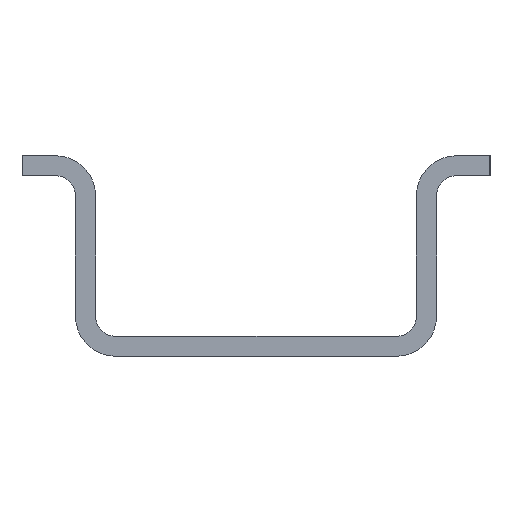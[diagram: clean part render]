
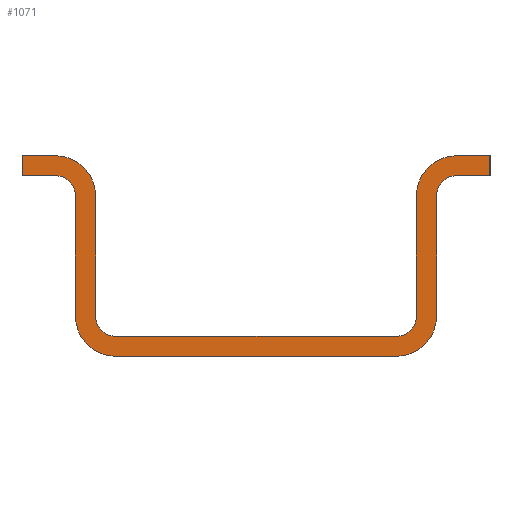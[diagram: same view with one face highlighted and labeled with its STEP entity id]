
A CAD part, left-side view. The second image highlights one B-rep face of the part: STEP entity #1071.
In plain terms, the highlighted planar face has unit normal (-1, 0, 0).
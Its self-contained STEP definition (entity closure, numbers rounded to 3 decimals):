
#405=CARTESIAN_POINT('',(-358.,10.5,3.));
#406=DIRECTION('',(-1.,0.,0.));
#407=DIRECTION('',(0.,1.,0.));
#408=AXIS2_PLACEMENT_3D('',#405,#406,#407);
#413=CARTESIAN_POINT('',(-358.,-10.5,3.));
#414=DIRECTION('',(-1.,0.,0.));
#415=DIRECTION('',(0.,0.,-1.));
#416=AXIS2_PLACEMENT_3D('',#413,#414,#415);
#421=DIRECTION('',(0.,0.,1.));
#422=VECTOR('',#421,9.);
#423=CARTESIAN_POINT('',(-358.,-12.,3.));
#424=LINE('',#423,#422);
#428=CARTESIAN_POINT('',(-358.,-15.,12.));
#429=DIRECTION('',(1.,0.,0.));
#430=DIRECTION('',(0.,1.,0.));
#431=AXIS2_PLACEMENT_3D('',#428,#429,#430);
#436=DIRECTION('',(0.,0.,-1.));
#437=VECTOR('',#436,1.5);
#438=CARTESIAN_POINT('',(-358.,-17.5,15.));
#439=LINE('',#438,#437);
#443=CARTESIAN_POINT('',(-358.,-15.,12.));
#444=DIRECTION('',(-1.,0.,0.));
#445=DIRECTION('',(0.,0.,1.));
#446=AXIS2_PLACEMENT_3D('',#443,#444,#445);
#451=DIRECTION('',(0.,0.,-1.));
#452=VECTOR('',#451,9.);
#453=CARTESIAN_POINT('',(-358.,-13.5,12.));
#454=LINE('',#453,#452);
#458=CARTESIAN_POINT('',(-358.,-10.5,3.));
#459=DIRECTION('',(1.,0.,0.));
#460=DIRECTION('',(0.,-1.,0.));
#461=AXIS2_PLACEMENT_3D('',#458,#459,#460);
#466=DIRECTION('',(0.,1.,0.));
#467=VECTOR('',#466,21.);
#468=CARTESIAN_POINT('',(-358.,-10.5,0.));
#469=LINE('',#468,#467);
#473=CARTESIAN_POINT('',(-358.,10.5,3.));
#474=DIRECTION('',(1.,0.,0.));
#475=DIRECTION('',(0.,0.,-1.));
#476=AXIS2_PLACEMENT_3D('',#473,#474,#475);
#481=CARTESIAN_POINT('',(-358.,15.,12.));
#482=DIRECTION('',(-1.,0.,0.));
#483=DIRECTION('',(0.,-1.,0.));
#484=AXIS2_PLACEMENT_3D('',#481,#482,#483);
#489=DIRECTION('',(0.,1.,0.));
#490=VECTOR('',#489,2.5);
#491=CARTESIAN_POINT('',(-358.,15.,13.5));
#492=LINE('',#491,#490);
#496=CARTESIAN_POINT('',(-358.,15.,12.));
#497=DIRECTION('',(1.,0.,0.));
#498=DIRECTION('',(0.,0.,1.));
#499=AXIS2_PLACEMENT_3D('',#496,#497,#498);
#504=DIRECTION('',(0.,0.,1.));
#505=VECTOR('',#504,9.);
#506=CARTESIAN_POINT('',(-358.,12.,3.));
#507=LINE('',#506,#505);
#525=DIRECTION('',(0.,1.,0.));
#526=VECTOR('',#525,21.);
#527=CARTESIAN_POINT('',(-358.,-10.5,1.5));
#528=LINE('',#527,#526);
#705=DIRECTION('',(0.,1.,0.));
#706=VECTOR('',#705,2.5);
#707=CARTESIAN_POINT('',(-358.,15.,15.));
#708=LINE('',#707,#706);
#733=DIRECTION('',(0.,0.,-1.));
#734=VECTOR('',#733,1.5);
#735=CARTESIAN_POINT('',(-358.,17.5,15.));
#736=LINE('',#735,#734);
#761=DIRECTION('',(0.,0.,-1.));
#762=VECTOR('',#761,9.);
#763=CARTESIAN_POINT('',(-358.,13.5,12.));
#764=LINE('',#763,#762);
#803=DIRECTION('',(0.,-1.,0.));
#804=VECTOR('',#803,2.5);
#805=CARTESIAN_POINT('',(-358.,-15.,13.5));
#806=LINE('',#805,#804);
#838=DIRECTION('',(0.,1.,0.));
#839=VECTOR('',#838,2.5);
#840=CARTESIAN_POINT('',(-358.,-17.5,15.));
#841=LINE('',#840,#839);
#888=CARTESIAN_POINT('',(-358.,-10.5,0.));
#890=VERTEX_POINT('',#888);
#893=CARTESIAN_POINT('',(-358.,10.5,0.));
#894=VERTEX_POINT('',#893);
#903=CARTESIAN_POINT('',(-358.,-13.5,3.));
#904=VERTEX_POINT('',#903);
#907=CARTESIAN_POINT('',(-358.,12.,3.));
#908=CARTESIAN_POINT('',(-358.,12.,12.));
#909=VERTEX_POINT('',#907);
#910=VERTEX_POINT('',#908);
#911=CARTESIAN_POINT('',(-358.,10.5,1.5));
#912=VERTEX_POINT('',#911);
#913=CARTESIAN_POINT('',(-358.,-10.5,1.5));
#914=VERTEX_POINT('',#913);
#915=CARTESIAN_POINT('',(-358.,-12.,3.));
#916=VERTEX_POINT('',#915);
#917=CARTESIAN_POINT('',(-358.,-12.,12.));
#918=VERTEX_POINT('',#917);
#919=CARTESIAN_POINT('',(-358.,-15.,15.));
#920=VERTEX_POINT('',#919);
#921=CARTESIAN_POINT('',(-358.,-17.5,15.));
#922=VERTEX_POINT('',#921);
#923=CARTESIAN_POINT('',(-358.,-17.5,13.5));
#924=VERTEX_POINT('',#923);
#925=CARTESIAN_POINT('',(-358.,-15.,13.5));
#926=VERTEX_POINT('',#925);
#927=CARTESIAN_POINT('',(-358.,-13.5,12.));
#928=VERTEX_POINT('',#927);
#929=CARTESIAN_POINT('',(-358.,13.5,3.));
#930=VERTEX_POINT('',#929);
#931=CARTESIAN_POINT('',(-358.,13.5,12.));
#932=VERTEX_POINT('',#931);
#933=CARTESIAN_POINT('',(-358.,15.,13.5));
#934=VERTEX_POINT('',#933);
#935=CARTESIAN_POINT('',(-358.,17.5,13.5));
#936=VERTEX_POINT('',#935);
#937=CARTESIAN_POINT('',(-358.,17.5,15.));
#938=VERTEX_POINT('',#937);
#939=CARTESIAN_POINT('',(-358.,15.,15.));
#940=VERTEX_POINT('',#939);
#1026=CARTESIAN_POINT('',(-358.,17.5,0.));
#1027=DIRECTION('',(-1.,0.,0.));
#1028=DIRECTION('',(0.,-1.,0.));
#1029=AXIS2_PLACEMENT_3D('',#1026,#1027,#1028);
#1030=PLANE('',#1029);
#1032=ORIENTED_EDGE('',*,*,#1031,.F.);
#1034=ORIENTED_EDGE('',*,*,#1033,.T.);
#1036=ORIENTED_EDGE('',*,*,#1035,.F.);
#1038=ORIENTED_EDGE('',*,*,#1037,.T.);
#1040=ORIENTED_EDGE('',*,*,#1039,.T.);
#1042=ORIENTED_EDGE('',*,*,#1041,.T.);
#1044=ORIENTED_EDGE('',*,*,#1043,.F.);
#1046=ORIENTED_EDGE('',*,*,#1045,.T.);
#1048=ORIENTED_EDGE('',*,*,#1047,.F.);
#1050=ORIENTED_EDGE('',*,*,#1049,.T.);
#1052=ORIENTED_EDGE('',*,*,#1051,.T.);
#1053=ORIENTED_EDGE('',*,*,#1016,.T.);
#1054=ORIENTED_EDGE('',*,*,#994,.T.);
#1056=ORIENTED_EDGE('',*,*,#1055,.T.);
#1058=ORIENTED_EDGE('',*,*,#1057,.F.);
#1060=ORIENTED_EDGE('',*,*,#1059,.T.);
#1062=ORIENTED_EDGE('',*,*,#1061,.T.);
#1064=ORIENTED_EDGE('',*,*,#1063,.F.);
#1066=ORIENTED_EDGE('',*,*,#1065,.F.);
#1068=ORIENTED_EDGE('',*,*,#1067,.T.);
#1069=EDGE_LOOP('',(#1032,#1034,#1036,#1038,#1040,#1042,#1044,#1046,#1048,#1050,
#1052,#1053,#1054,#1056,#1058,#1060,#1062,#1064,#1066,#1068));
#1070=FACE_OUTER_BOUND('',#1069,.F.);
#409=CIRCLE('',#408,1.5);
#417=CIRCLE('',#416,1.5);
#432=CIRCLE('',#431,3.);
#447=CIRCLE('',#446,1.5);
#462=CIRCLE('',#461,3.);
#477=CIRCLE('',#476,3.);
#485=CIRCLE('',#484,1.5);
#500=CIRCLE('',#499,3.);
#994=EDGE_CURVE('',#890,#894,#469,.T.);
#1016=EDGE_CURVE('',#904,#890,#462,.T.);
#1031=EDGE_CURVE('',#909,#910,#507,.T.);
#1033=EDGE_CURVE('',#909,#912,#409,.T.);
#1035=EDGE_CURVE('',#914,#912,#528,.T.);
#1037=EDGE_CURVE('',#914,#916,#417,.T.);
#1039=EDGE_CURVE('',#916,#918,#424,.T.);
#1041=EDGE_CURVE('',#918,#920,#432,.T.);
#1043=EDGE_CURVE('',#922,#920,#841,.T.);
#1045=EDGE_CURVE('',#922,#924,#439,.T.);
#1047=EDGE_CURVE('',#926,#924,#806,.T.);
#1049=EDGE_CURVE('',#926,#928,#447,.T.);
#1051=EDGE_CURVE('',#928,#904,#454,.T.);
#1055=EDGE_CURVE('',#894,#930,#477,.T.);
#1057=EDGE_CURVE('',#932,#930,#764,.T.);
#1059=EDGE_CURVE('',#932,#934,#485,.T.);
#1061=EDGE_CURVE('',#934,#936,#492,.T.);
#1063=EDGE_CURVE('',#938,#936,#736,.T.);
#1065=EDGE_CURVE('',#940,#938,#708,.T.);
#1067=EDGE_CURVE('',#940,#910,#500,.T.);
#1071=ADVANCED_FACE('',(#1070),#1030,.T.);
